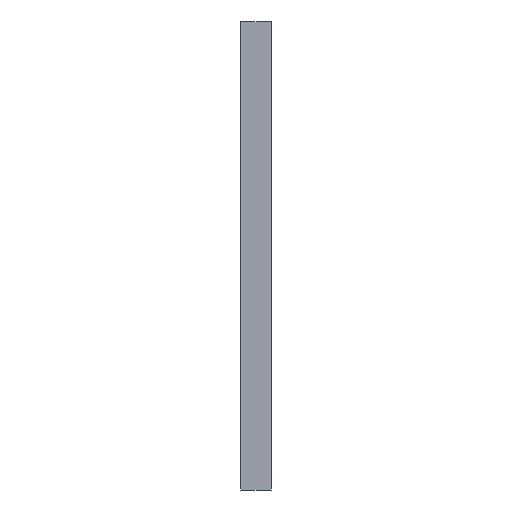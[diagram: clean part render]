
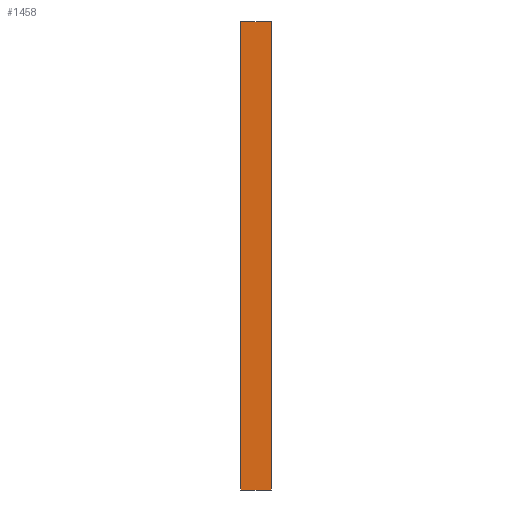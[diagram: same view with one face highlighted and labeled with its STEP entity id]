
A CAD part, front view. The second image highlights one B-rep face of the part: STEP entity #1458.
In plain terms, the highlighted planar face has unit normal (0, -1, 0).
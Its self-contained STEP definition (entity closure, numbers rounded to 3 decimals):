
#149=PLANE('',#1620);
#224=FACE_OUTER_BOUND('',#319,.T.);
#319=EDGE_LOOP('',(#1332,#1333,#1334,#1335));
#377=LINE('',#2241,#506);
#398=LINE('',#2303,#527);
#438=LINE('',#2424,#567);
#449=LINE('',#2450,#578);
#506=VECTOR('',#1805,10.);
#527=VECTOR('',#1862,10.);
#567=VECTOR('',#1998,10.);
#578=VECTOR('',#2039,10.);
#694=VERTEX_POINT('',#2238);
#695=VERTEX_POINT('',#2240);
#717=VERTEX_POINT('',#2300);
#718=VERTEX_POINT('',#2302);
#840=EDGE_CURVE('',#695,#694,#377,.T.);
#872=EDGE_CURVE('',#717,#718,#398,.T.);
#936=EDGE_CURVE('',#695,#717,#438,.T.);
#947=EDGE_CURVE('',#694,#718,#449,.T.);
#1332=ORIENTED_EDGE('',*,*,#840,.T.);
#1333=ORIENTED_EDGE('',*,*,#947,.T.);
#1334=ORIENTED_EDGE('',*,*,#872,.F.);
#1335=ORIENTED_EDGE('',*,*,#936,.F.);
#1458=ADVANCED_FACE('',(#224),#149,.T.);
#1620=AXIS2_PLACEMENT_3D('',#2451,#2040,#2041);
#1805=DIRECTION('',(0.,0.,-1.));
#1862=DIRECTION('',(0.,0.,-1.));
#1998=DIRECTION('',(1.,0.,0.));
#2039=DIRECTION('',(1.,0.,0.));
#2040=DIRECTION('center_axis',(0.,-1.,0.));
#2041=DIRECTION('ref_axis',(0.,0.,-1.));
#2238=CARTESIAN_POINT('',(0.,0.,-76.));
#2240=CARTESIAN_POINT('',(0.,0.,0.));
#2241=CARTESIAN_POINT('',(0.,0.,0.));
#2300=CARTESIAN_POINT('',(5.,0.,0.));
#2302=CARTESIAN_POINT('',(5.,0.,-76.));
#2303=CARTESIAN_POINT('',(5.,0.,0.));
#2424=CARTESIAN_POINT('',(0.,0.,0.));
#2450=CARTESIAN_POINT('',(0.,0.,-76.));
#2451=CARTESIAN_POINT('Origin',(0.,0.,0.));
